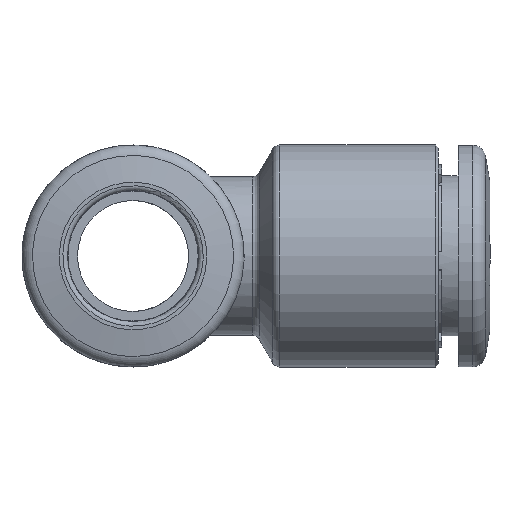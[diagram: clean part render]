
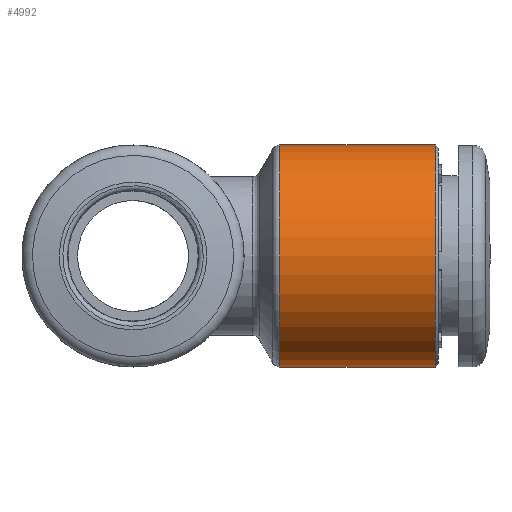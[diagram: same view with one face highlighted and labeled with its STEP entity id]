
A CAD part, left-side view. The second image highlights one B-rep face of the part: STEP entity #4992.
In plain terms, the highlighted cylindrical face has radius 7 mm (diameter 14 mm), a full revolution.
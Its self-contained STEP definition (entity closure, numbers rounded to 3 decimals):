
#601 = AXIS2_PLACEMENT_3D ( 'NONE', #2163, #4430, #1265 ) ;
#889 = DIRECTION ( 'NONE',  ( 0., 1., 0. ) ) ;
#1265 = DIRECTION ( 'NONE',  ( 0., 0., 1. ) ) ;
#1321 = CARTESIAN_POINT ( 'NONE',  ( 0., -19.05, 0. ) ) ;
#1370 = DIRECTION ( 'NONE',  ( 0., 1., 0. ) ) ;
#1623 = CIRCLE ( 'NONE', #4853, 7. ) ;
#1647 = ORIENTED_EDGE ( 'NONE', *, *, #2144, .T. ) ;
#1809 = CARTESIAN_POINT ( 'NONE',  ( 0., 11.071, 0. ) ) ;
#2144 = EDGE_CURVE ( 'NONE', #5467, #5467, #1623, .T. ) ;
#2163 = CARTESIAN_POINT ( 'NONE',  ( 0., -9.25, 0. ) ) ;
#2300 = FACE_OUTER_BOUND ( 'NONE', #4653, .T. ) ;
#2364 = CARTESIAN_POINT ( 'NONE',  ( -7., -19.05, 0. ) ) ;
#2764 = CARTESIAN_POINT ( 'NONE',  ( 0., -9.25, 7. ) ) ;
#3212 = FACE_OUTER_BOUND ( 'NONE', #4597, .T. ) ;
#3414 = EDGE_CURVE ( 'NONE', #4957, #4957, #4204, .T. ) ;
#3667 = CYLINDRICAL_SURFACE ( 'NONE', #4436, 7. ) ;
#4204 = CIRCLE ( 'NONE', #601, 7. ) ;
#4327 = ORIENTED_EDGE ( 'NONE', *, *, #3414, .F. ) ;
#4382 = DIRECTION ( 'NONE',  ( -1., 0., 0. ) ) ;
#4430 = DIRECTION ( 'NONE',  ( 0., 1., 0. ) ) ;
#4436 = AXIS2_PLACEMENT_3D ( 'NONE', #1809, #1370, #4483 ) ;
#4483 = DIRECTION ( 'NONE',  ( 0., 0., 1. ) ) ;
#4597 = EDGE_LOOP ( 'NONE', ( #4327 ) ) ;
#4653 = EDGE_LOOP ( 'NONE', ( #1647 ) ) ;
#4853 = AXIS2_PLACEMENT_3D ( 'NONE', #1321, #889, #4382 ) ;
#4957 = VERTEX_POINT ( 'NONE', #2764 ) ;
#4992 = ADVANCED_FACE ( 'NONE', ( #2300, #3212 ), #3667, .T. ) ;
#5467 = VERTEX_POINT ( 'NONE', #2364 ) ;
